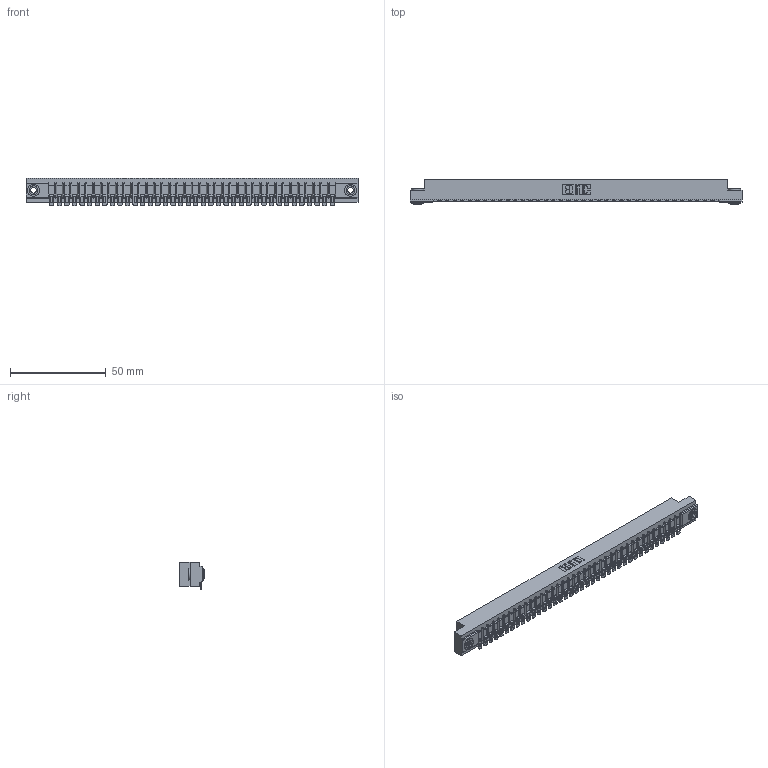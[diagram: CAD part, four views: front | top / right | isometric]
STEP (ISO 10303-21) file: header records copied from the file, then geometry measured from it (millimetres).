
FILE_DESCRIPTION (( 'STEP AP203' ), '1' );
FILE_NAME ('307-038-554-103.STEP', '2018-08-05T11:22:27', ( '' ), ( '' ), 'SwSTEP 2.0', 'SolidWorks 2016', '' );
FILE_SCHEMA (( 'CONFIG_CONTROL_DESIGN' ));
Length unit declared in the file: inch
Products named in the file (4): 307-290-002_554; 345-250-002_345-250-002-102; 307-038-554-103; 307 Part_.156 Dia Mounting Holes
Assembly tree (41 placements, depth 2):
  307-038-554-103
    307 Part_.156 Dia Mounting Holes
    307-290-002_554  x38
    345-250-002_345-250-002-102  x2
Bounding box: 173.58 x 13.36 x 14.52 mm (x, y, z)
Volume: 18560.8 mm3; surface area: 23645.5 mm2
Topology: 41 solids, 41 shells, 3287 faces, 10049 edges, 6590 vertices
Faces by surface type: plane 1842, cylinder 1359, sphere 78, cone 8
Entity records: 35100 total; most frequent: CARTESIAN_POINT 5899, ORIENTED_EDGE 5880, DIRECTION 5754, EDGE_CURVE 2940, LINE 2236, VECTOR 2236, VERTEX_POINT 1904, AXIS2_PLACEMENT_3D 1759
